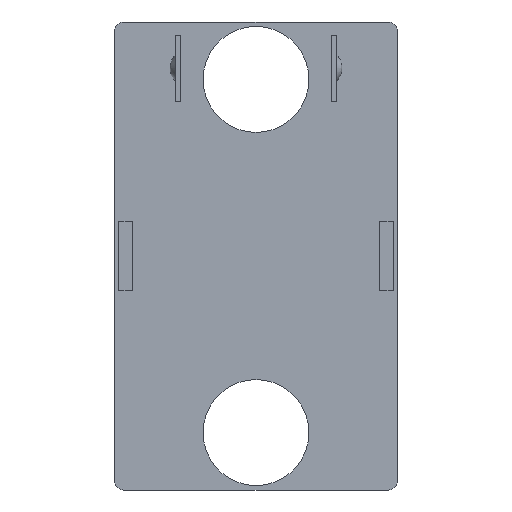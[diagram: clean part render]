
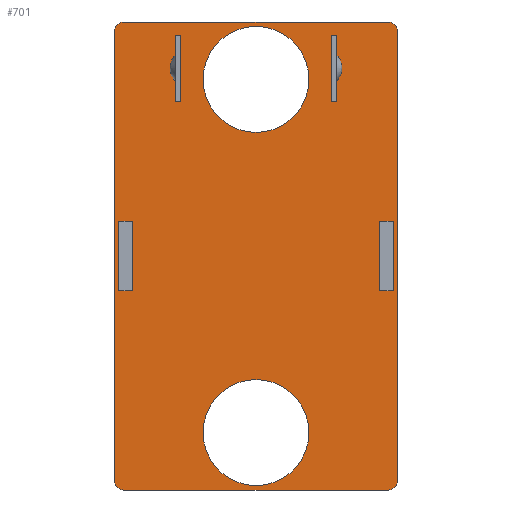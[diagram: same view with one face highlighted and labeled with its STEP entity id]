
A CAD part, front view. The second image highlights one B-rep face of the part: STEP entity #701.
In plain terms, the highlighted planar face has unit normal (0, -1, 0).
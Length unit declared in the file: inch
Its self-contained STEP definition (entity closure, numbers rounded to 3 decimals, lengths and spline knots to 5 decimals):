
#19=LINE($,#970,#83);
#23=LINE($,#977,#87);
#26=LINE($,#983,#90);
#28=LINE($,#986,#92);
#31=LINE($,#995,#95);
#35=LINE($,#1002,#99);
#38=LINE($,#1008,#102);
#40=LINE($,#1011,#104);
#43=LINE($,#1100,#107);
#47=LINE($,#1107,#111);
#50=LINE($,#1113,#114);
#52=LINE($,#1116,#116);
#55=LINE($,#1125,#119);
#59=LINE($,#1132,#123);
#62=LINE($,#1138,#126);
#64=LINE($,#1141,#128);
#69=LINE($,#1167,#133);
#73=LINE($,#1179,#137);
#77=LINE($,#1191,#141);
#80=LINE($,#1200,#144);
#83=VECTOR($,#784,0.157);
#87=VECTOR($,#790,0.031);
#90=VECTOR($,#795,0.157);
#92=VECTOR($,#799,0.031);
#95=VECTOR($,#806,0.157);
#99=VECTOR($,#812,0.031);
#102=VECTOR($,#817,0.157);
#104=VECTOR($,#821,0.031);
#107=VECTOR($,#848,0.15);
#111=VECTOR($,#854,0.012);
#114=VECTOR($,#859,0.15);
#116=VECTOR($,#863,0.012);
#119=VECTOR($,#870,0.15);
#123=VECTOR($,#876,0.012);
#126=VECTOR($,#881,0.15);
#128=VECTOR($,#885,0.012);
#133=VECTOR($,#912,0.6);
#137=VECTOR($,#924,1.02);
#141=VECTOR($,#936,0.6);
#144=VECTOR($,#947,1.02);
#169=PLANE($,#764);
#195=FACE_BOUND($,#285,.T.);
#196=FACE_BOUND($,#286,.T.);
#197=FACE_BOUND($,#287,.T.);
#198=FACE_BOUND($,#288,.T.);
#199=FACE_BOUND($,#289,.T.);
#200=FACE_BOUND($,#290,.T.);
#201=FACE_BOUND($,#291,.T.);
#285=EDGE_LOOP($,(#619,#620,#621,#622));
#286=EDGE_LOOP($,(#623,#624,#625,#626));
#287=EDGE_LOOP($,(#627,#628,#629,#630));
#288=EDGE_LOOP($,(#631,#632,#633,#634));
#289=EDGE_LOOP($,(#635));
#290=EDGE_LOOP($,(#636));
#291=EDGE_LOOP($,(#637,#638,#639,#640,#641,#642,#643,#644));
#308=CIRCLE($,#744,0.12);
#310=CIRCLE($,#747,0.12);
#312=CIRCLE($,#750,0.02);
#314=CIRCLE($,#754,0.02);
#316=CIRCLE($,#758,0.02);
#318=CIRCLE($,#762,0.02);
#325=VERTEX_POINT($,#967);
#326=VERTEX_POINT($,#969);
#328=VERTEX_POINT($,#975);
#330=VERTEX_POINT($,#981);
#333=VERTEX_POINT($,#992);
#334=VERTEX_POINT($,#994);
#336=VERTEX_POINT($,#1000);
#338=VERTEX_POINT($,#1006);
#351=VERTEX_POINT($,#1097);
#352=VERTEX_POINT($,#1099);
#354=VERTEX_POINT($,#1105);
#356=VERTEX_POINT($,#1111);
#359=VERTEX_POINT($,#1122);
#360=VERTEX_POINT($,#1124);
#362=VERTEX_POINT($,#1130);
#364=VERTEX_POINT($,#1136);
#366=VERTEX_POINT($,#1146);
#368=VERTEX_POINT($,#1151);
#371=VERTEX_POINT($,#1157);
#372=VERTEX_POINT($,#1159);
#374=VERTEX_POINT($,#1165);
#376=VERTEX_POINT($,#1171);
#378=VERTEX_POINT($,#1177);
#380=VERTEX_POINT($,#1183);
#382=VERTEX_POINT($,#1189);
#384=VERTEX_POINT($,#1195);
#391=EDGE_CURVE($,#326,#325,#19,.T.);
#395=EDGE_CURVE($,#325,#328,#23,.T.);
#398=EDGE_CURVE($,#328,#330,#26,.T.);
#400=EDGE_CURVE($,#330,#326,#28,.T.);
#403=EDGE_CURVE($,#334,#333,#31,.T.);
#407=EDGE_CURVE($,#333,#336,#35,.T.);
#410=EDGE_CURVE($,#336,#338,#38,.T.);
#412=EDGE_CURVE($,#338,#334,#40,.T.);
#425=EDGE_CURVE($,#352,#351,#43,.T.);
#429=EDGE_CURVE($,#351,#354,#47,.T.);
#432=EDGE_CURVE($,#354,#356,#50,.T.);
#434=EDGE_CURVE($,#356,#352,#52,.T.);
#437=EDGE_CURVE($,#360,#359,#55,.T.);
#441=EDGE_CURVE($,#359,#362,#59,.T.);
#444=EDGE_CURVE($,#362,#364,#62,.T.);
#446=EDGE_CURVE($,#364,#360,#64,.T.);
#448=EDGE_CURVE($,#366,#366,#308,.T.);
#450=EDGE_CURVE($,#368,#368,#310,.T.);
#453=EDGE_CURVE($,#371,#372,#312,.T.);
#457=EDGE_CURVE($,#374,#371,#69,.T.);
#460=EDGE_CURVE($,#376,#374,#314,.T.);
#463=EDGE_CURVE($,#378,#376,#73,.T.);
#466=EDGE_CURVE($,#380,#378,#316,.T.);
#469=EDGE_CURVE($,#382,#380,#77,.T.);
#472=EDGE_CURVE($,#384,#382,#318,.T.);
#474=EDGE_CURVE($,#372,#384,#80,.T.);
#619=ORIENTED_EDGE($,*,*,#391,.T.);
#620=ORIENTED_EDGE($,*,*,#395,.T.);
#621=ORIENTED_EDGE($,*,*,#398,.T.);
#622=ORIENTED_EDGE($,*,*,#400,.T.);
#623=ORIENTED_EDGE($,*,*,#403,.T.);
#624=ORIENTED_EDGE($,*,*,#407,.T.);
#625=ORIENTED_EDGE($,*,*,#410,.T.);
#626=ORIENTED_EDGE($,*,*,#412,.T.);
#627=ORIENTED_EDGE($,*,*,#425,.T.);
#628=ORIENTED_EDGE($,*,*,#429,.T.);
#629=ORIENTED_EDGE($,*,*,#432,.T.);
#630=ORIENTED_EDGE($,*,*,#434,.T.);
#631=ORIENTED_EDGE($,*,*,#437,.T.);
#632=ORIENTED_EDGE($,*,*,#441,.T.);
#633=ORIENTED_EDGE($,*,*,#444,.T.);
#634=ORIENTED_EDGE($,*,*,#446,.T.);
#635=ORIENTED_EDGE($,*,*,#448,.T.);
#636=ORIENTED_EDGE($,*,*,#450,.T.);
#637=ORIENTED_EDGE($,*,*,#474,.F.);
#638=ORIENTED_EDGE($,*,*,#453,.F.);
#639=ORIENTED_EDGE($,*,*,#457,.F.);
#640=ORIENTED_EDGE($,*,*,#460,.F.);
#641=ORIENTED_EDGE($,*,*,#463,.F.);
#642=ORIENTED_EDGE($,*,*,#466,.F.);
#643=ORIENTED_EDGE($,*,*,#469,.F.);
#644=ORIENTED_EDGE($,*,*,#472,.F.);
#701=ADVANCED_FACE($,(#195,#196,#197,#198,#199,#200,#201),#169,.F.);
#744=AXIS2_PLACEMENT_3D($,#1147,#892,#893);
#747=AXIS2_PLACEMENT_3D($,#1152,#898,#899);
#750=AXIS2_PLACEMENT_3D($,#1160,#905,#906);
#754=AXIS2_PLACEMENT_3D($,#1173,#918,#919);
#758=AXIS2_PLACEMENT_3D($,#1185,#930,#931);
#762=AXIS2_PLACEMENT_3D($,#1197,#942,#943);
#764=AXIS2_PLACEMENT_3D($,#1201,#948,#949);
#784=DIRECTION($,(0.,0.,-1.));
#790=DIRECTION($,(-1.,0.,0.));
#795=DIRECTION($,(0.,0.,1.));
#799=DIRECTION($,(1.,0.,0.));
#806=DIRECTION($,(0.,0.,-1.));
#812=DIRECTION($,(-1.,0.,0.));
#817=DIRECTION($,(0.,0.,1.));
#821=DIRECTION($,(1.,0.,0.));
#848=DIRECTION($,(0.,0.,-1.));
#854=DIRECTION($,(-1.,0.,0.));
#859=DIRECTION($,(0.,0.,1.));
#863=DIRECTION($,(1.,0.,0.));
#870=DIRECTION($,(0.,0.,-1.));
#876=DIRECTION($,(-1.,0.,0.));
#881=DIRECTION($,(0.,0.,1.));
#885=DIRECTION($,(1.,0.,0.));
#892=DIRECTION('center_axis',(0.,1.,0.));
#893=DIRECTION('ref_axis',(1.,0.,0.));
#898=DIRECTION('center_axis',(0.,1.,0.));
#899=DIRECTION('ref_axis',(1.,0.,0.));
#905=DIRECTION('center_axis',(0.,1.,0.));
#906=DIRECTION('ref_axis',(0.,0.,-1.));
#912=DIRECTION($,(-1.,0.,0.));
#918=DIRECTION('center_axis',(0.,1.,0.));
#919=DIRECTION('ref_axis',(1.,0.,0.));
#924=DIRECTION($,(0.,0.,-1.));
#930=DIRECTION('center_axis',(0.,1.,0.));
#931=DIRECTION('ref_axis',(0.,0.,1.));
#936=DIRECTION($,(1.,0.,0.));
#942=DIRECTION('center_axis',(0.,1.,0.));
#943=DIRECTION('ref_axis',(-1.,0.,0.));
#947=DIRECTION($,(0.,0.,1.));
#948=DIRECTION('center_axis',(0.,1.,0.));
#949=DIRECTION('ref_axis',(0.,0.,1.));
#967=CARTESIAN_POINT('',(0.311,0.,-0.0785));
#969=CARTESIAN_POINT('',(0.311,0.,0.0785));
#970=CARTESIAN_POINT($,(0.311,0.,0.03925));
#975=CARTESIAN_POINT('',(0.28,0.,-0.0785));
#977=CARTESIAN_POINT($,(0.1555,0.,-0.0785));
#981=CARTESIAN_POINT('',(0.28,0.,0.0785));
#983=CARTESIAN_POINT($,(0.28,0.,-0.03925));
#986=CARTESIAN_POINT($,(0.14,0.,0.0785));
#992=CARTESIAN_POINT('',(-0.28,0.,-0.0785));
#994=CARTESIAN_POINT('',(-0.28,0.,0.0785));
#995=CARTESIAN_POINT($,(-0.28,0.,0.03925));
#1000=CARTESIAN_POINT('',(-0.311,0.,-0.0785));
#1002=CARTESIAN_POINT($,(-0.14,0.,-0.0785));
#1006=CARTESIAN_POINT('',(-0.311,0.,0.0785));
#1008=CARTESIAN_POINT($,(-0.311,0.,-0.03925));
#1011=CARTESIAN_POINT($,(-0.1555,0.,0.0785));
#1097=CARTESIAN_POINT('',(0.182,0.,0.35));
#1099=CARTESIAN_POINT('',(0.182,0.,0.5));
#1100=CARTESIAN_POINT($,(0.182,0.,0.25));
#1105=CARTESIAN_POINT('',(0.17,0.,0.35));
#1107=CARTESIAN_POINT($,(0.091,0.,0.35));
#1111=CARTESIAN_POINT('',(0.17,0.,0.5));
#1113=CARTESIAN_POINT($,(0.17,0.,0.175));
#1116=CARTESIAN_POINT($,(0.085,0.,0.5));
#1122=CARTESIAN_POINT('',(-0.17,0.,0.35));
#1124=CARTESIAN_POINT('',(-0.17,0.,0.5));
#1125=CARTESIAN_POINT($,(-0.17,0.,0.25));
#1130=CARTESIAN_POINT('',(-0.182,0.,0.35));
#1132=CARTESIAN_POINT($,(-0.085,0.,0.35));
#1136=CARTESIAN_POINT('',(-0.182,0.,0.5));
#1138=CARTESIAN_POINT($,(-0.182,0.,0.175));
#1141=CARTESIAN_POINT($,(-0.091,0.,0.5));
#1146=CARTESIAN_POINT('',(-0.12,0.,-0.4));
#1147=CARTESIAN_POINT('Origin',(0.,0.,-0.4));
#1151=CARTESIAN_POINT('',(-0.12,0.,0.4));
#1152=CARTESIAN_POINT('Origin',(0.,0.,0.4));
#1157=CARTESIAN_POINT('',(-0.3,0.,-0.53));
#1159=CARTESIAN_POINT('',(-0.32,0.,-0.51));
#1160=CARTESIAN_POINT('Origin',(-0.3,0.,-0.51));
#1165=CARTESIAN_POINT('',(0.3,0.,-0.53));
#1167=CARTESIAN_POINT($,(0.3,0.,-0.53));
#1171=CARTESIAN_POINT('',(0.32,0.,-0.51));
#1173=CARTESIAN_POINT('Origin',(0.3,0.,-0.51));
#1177=CARTESIAN_POINT('',(0.32,0.,0.51));
#1179=CARTESIAN_POINT($,(0.32,0.,0.51));
#1183=CARTESIAN_POINT('',(0.3,0.,0.53));
#1185=CARTESIAN_POINT('Origin',(0.3,0.,0.51));
#1189=CARTESIAN_POINT('',(-0.3,0.,0.53));
#1191=CARTESIAN_POINT($,(-0.3,0.,0.53));
#1195=CARTESIAN_POINT('',(-0.32,0.,0.51));
#1197=CARTESIAN_POINT('Origin',(-0.3,0.,0.51));
#1200=CARTESIAN_POINT($,(-0.32,0.,-0.51));
#1201=CARTESIAN_POINT('Origin',(0.,0.,0.));
